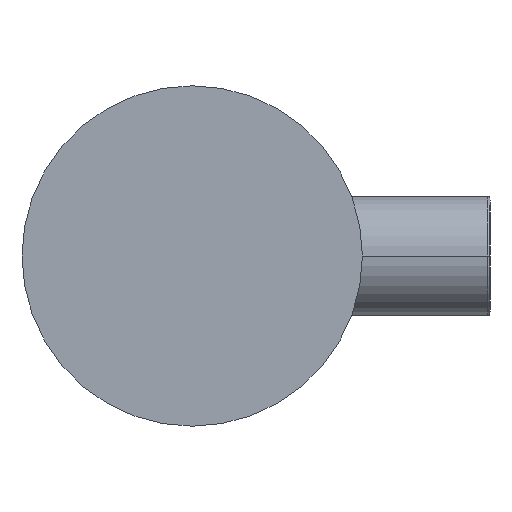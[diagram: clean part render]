
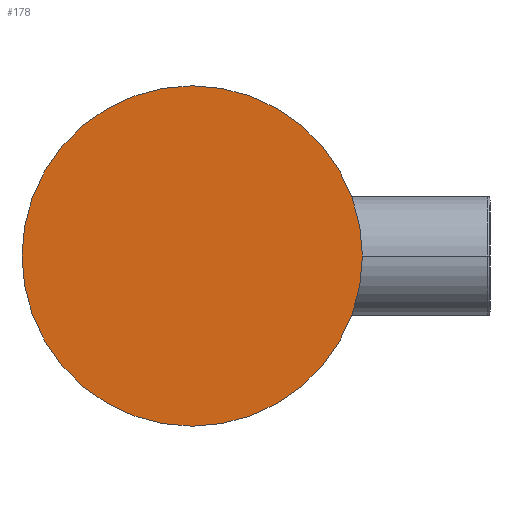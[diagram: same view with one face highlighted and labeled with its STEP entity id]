
A CAD part, left-side view. The second image highlights one B-rep face of the part: STEP entity #178.
In plain terms, the highlighted planar face has unit normal (-1, 0, 0).
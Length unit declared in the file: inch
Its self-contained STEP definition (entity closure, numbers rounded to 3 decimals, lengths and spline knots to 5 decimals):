
#1=CARTESIAN_POINT('',(0.,0.,0.));
#2=DIRECTION('',(1.,0.,0.));
#3=DIRECTION('',(0.,0.,-1.));
#4=AXIS2_PLACEMENT_3D('',#1,#2,#3);
#6=CARTESIAN_POINT('',(0.,0.,0.));
#7=DIRECTION('',(1.,0.,0.));
#8=DIRECTION('',(0.,0.,1.));
#9=AXIS2_PLACEMENT_3D('',#6,#7,#8);
#135=CARTESIAN_POINT('',(0.,0.,-40.));
#136=CARTESIAN_POINT('',(0.,0.,40.));
#137=VERTEX_POINT('',#135);
#138=VERTEX_POINT('',#136);
#167=CARTESIAN_POINT('',(0.,0.,0.));
#168=DIRECTION('',(1.,0.,0.));
#169=DIRECTION('',(0.,0.,-1.));
#170=AXIS2_PLACEMENT_3D('',#167,#168,#169);
#171=PLANE('',#170);
#173=ORIENTED_EDGE('',*,*,#172,.T.);
#175=ORIENTED_EDGE('',*,*,#174,.T.);
#176=EDGE_LOOP('',(#173,#175));
#177=FACE_OUTER_BOUND('',#176,.F.);
#178=ADVANCED_FACE('',(#177),#171,.F.);
#5=CIRCLE('',#4,40.);
#10=CIRCLE('',#9,40.);
#172=EDGE_CURVE('',#137,#138,#5,.T.);
#174=EDGE_CURVE('',#138,#137,#10,.T.);
